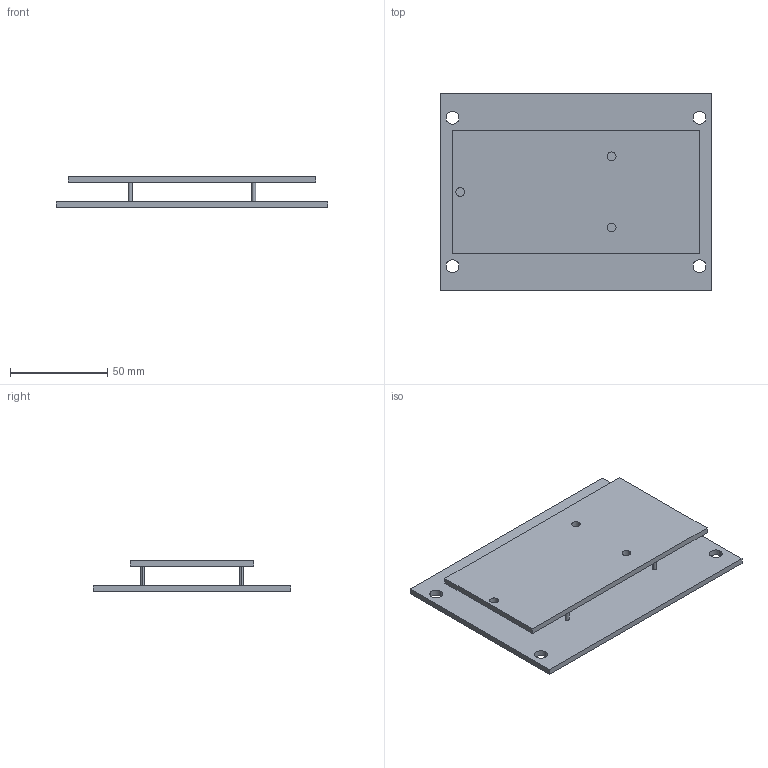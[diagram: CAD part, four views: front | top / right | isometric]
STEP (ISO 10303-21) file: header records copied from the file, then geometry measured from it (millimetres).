
FILE_DESCRIPTION (( 'STEP AP214' ), '1' );
FILE_NAME ('40k-4k-insulator-3dprint-2mm-posts.STEP', '2024-10-07T20:41:39', ( '' ), ( '' ), 'SwSTEP 2.0', 'SolidWorks 2024', '' );
FILE_SCHEMA (( 'AUTOMOTIVE_DESIGN' ));
Length unit declared in the file: inch
Products named in the file (1): 40k-4k-insulator-3dprint-2mm-posts
Bounding box: 139.7 x 101.6 x 16 mm (x, y, z)
Volume: 66349 mm3; surface area: 47340.5 mm2
Topology: 1 solids, 1 shells, 34 faces, 90 edges, 60 vertices
Faces by surface type: cylinder 22, plane 12
Entity records: 1145 total; most frequent: DIRECTION 204, CARTESIAN_POINT 185, ORIENTED_EDGE 180, EDGE_CURVE 90, AXIS2_PLACEMENT_3D 79, VERTEX_POINT 60, EDGE_LOOP 56, LINE 46
